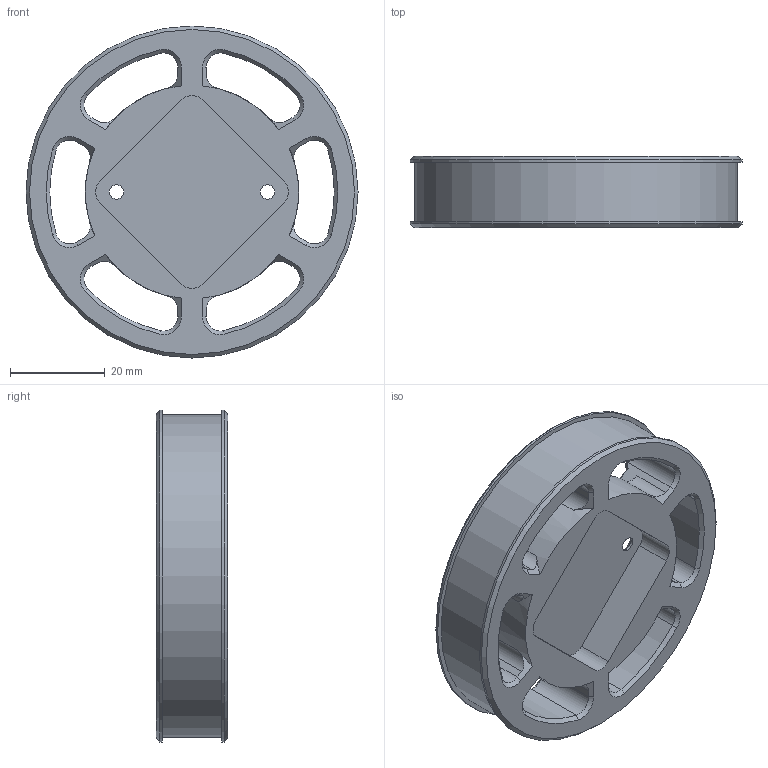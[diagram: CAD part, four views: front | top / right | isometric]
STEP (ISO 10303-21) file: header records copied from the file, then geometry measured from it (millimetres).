
FILE_DESCRIPTION(/* description */ ('','CAx-IF Rec.Pracs.---Representation and Presentation of Product Manufacturing Information (PMI)---4.0---2014-10-13'),/* implementation_level */ '2;1');
FILE_NAME(/* name */ 'Wheel.step',/* time_stamp */ '2025-02-13T22:06:39+01:00',/* author */ (''),/* organization */ (''),/* preprocessor_version */ 'ST-DEVELOPER v20',/* originating_system */ 'Autodesk Translation Framework v13.20.0.188',/* authorisation */ '');
FILE_SCHEMA (('AP242_MANAGED_MODEL_BASED_3D_ENGINEERING_MIM_LF { 1 0 10303 442 1 1 4 }'));
Length unit declared in the file: millimetre
Products named in the file (1): Wheel
Bounding box: 70 x 15 x 70 mm (x, y, z)
Volume: 28326.9 mm3; surface area: 14883.4 mm2
Topology: 1 solids, 2 shells, 267 faces, 743 edges, 478 vertices
Faces by surface type: plane 85, cone 82, cylinder 52, bspline 48
Full cylindrical faces by diameter (mm): 3 x2, 68 x1, 70 x2
Entity records: 9800 total; most frequent: CARTESIAN_POINT 3471, ORIENTED_EDGE 1486, DIRECTION 1141, EDGE_CURVE 743, VERTEX_POINT 478, AXIS2_PLACEMENT_3D 430, EDGE_LOOP 281, LINE 281
